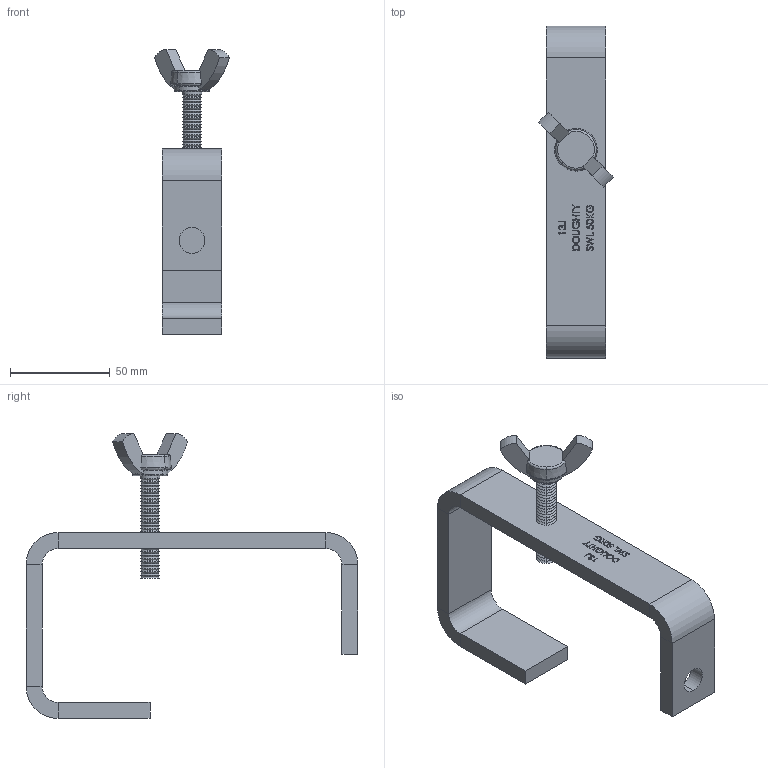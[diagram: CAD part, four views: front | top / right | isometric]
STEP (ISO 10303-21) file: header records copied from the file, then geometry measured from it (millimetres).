
FILE_DESCRIPTION (( 'STEP AP203' ), '1' );
FILE_NAME ('T21805.STEP', '2018-07-16T16:13:17', ( '' ), ( '' ), 'SwSTEP 2.0', 'SolidWorks 2016', '' );
FILE_SCHEMA (( 'CONFIG_CONTROL_DESIGN' ));
Length unit declared in the file: millimetre
Products named in the file (3): T21805; F980; TH199_TH199
Assembly tree (2 placements, depth 2):
  T21805
    TH199_TH199
    F980
Bounding box: 37.48 x 166 x 142.5 mm (x, y, z)
Volume: 89547.3 mm3; surface area: 31179.5 mm2
Topology: 2 solids, 2 shells, 402 faces, 982 edges, 605 vertices
Faces by surface type: plane 159, cone 123, bspline 91, cylinder 18, torus 11
Entity records: 17327 total; most frequent: CARTESIAN_POINT 8155, ORIENTED_EDGE 1964, DIRECTION 1590, EDGE_CURVE 982, VERTEX_POINT 605, LINE 598, VECTOR 598, AXIS2_PLACEMENT_3D 496
